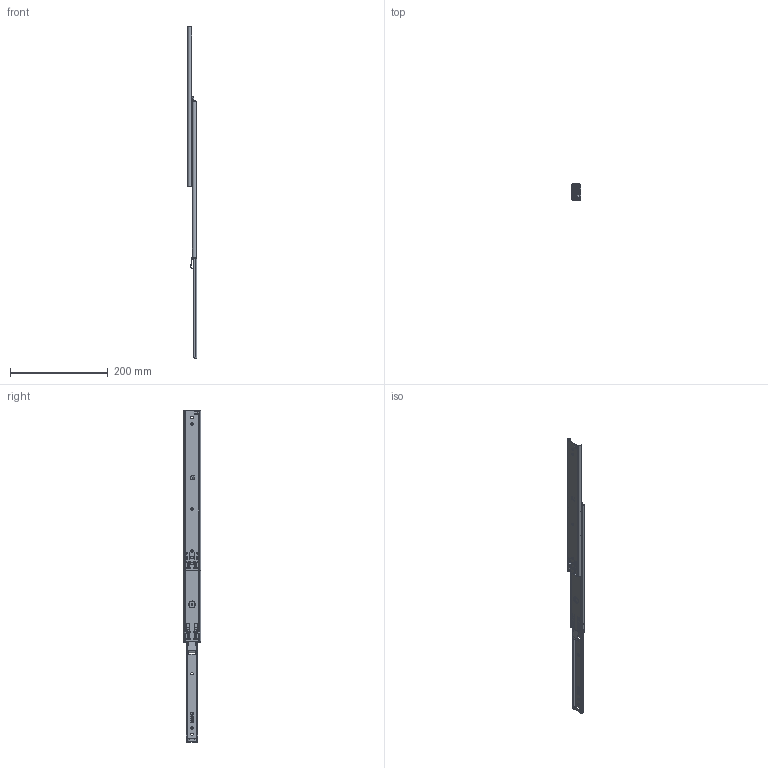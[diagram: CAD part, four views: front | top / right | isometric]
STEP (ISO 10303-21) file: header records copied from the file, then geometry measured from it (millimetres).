
FILE_DESCRIPTION(/* description */ ('Überauszug Serie 044 330x353'),/* implementation_level */ '2;1');
FILE_NAME(/* name */ '07000058002.stp',/* time_stamp */ '2020-06-17T13:29:07+02:00',/* author */ ('Dennis Bruder'),/* organization */ (''),/* preprocessor_version */ 'ST-DEVELOPER v18',/* originating_system */ 'Autodesk Inventor 2020',/* authorisation */ '');
FILE_SCHEMA (('AUTOMOTIVE_DESIGN { 1 0 10303 214 3 1 1 }'));
Products named in the file (1): 07000058002
Bounding box: 19 x 35.2 x 679 mm (x, y, z)
Volume: 79393.2 mm3; surface area: 126073.3 mm2
Topology: 60 solids, 60 shells, 3461 faces, 10450 edges, 6760 vertices
Faces by surface type: plane 1384, cylinder 847, bspline 603, cone 300, torus 267, sphere 60
Full cylindrical faces by diameter (mm): 4 x16, 4.5 x1, 4.6 x1, 4.9 x3, 5 x3, 5.1 x1, 6 x1, 6.1 x2, 8 x1, 8.2 x2, 14 x6
Entity records: 142081 total; most frequent: CARTESIAN_POINT 51470, ORIENTED_EDGE 20080, DIRECTION 16107, EDGE_CURVE 10040, VERTEX_POINT 6622, AXIS2_PLACEMENT_3D 5940, LINE 4227, VECTOR 4227
